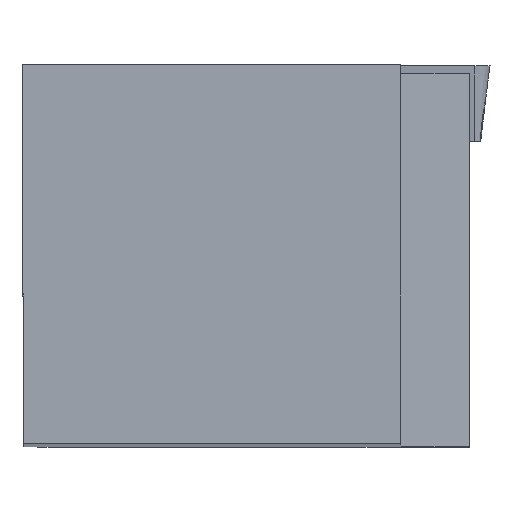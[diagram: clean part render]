
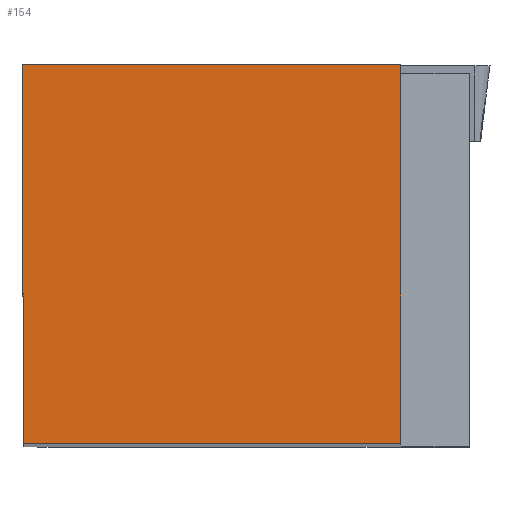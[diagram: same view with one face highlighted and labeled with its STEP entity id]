
A CAD part, top view. The second image highlights one B-rep face of the part: STEP entity #154.
In plain terms, the highlighted planar face has unit normal (0, 0, 1).
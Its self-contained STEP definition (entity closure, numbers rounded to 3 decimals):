
#123=FACE_OUTER_BOUND('',#357,.T.);
#154=ADVANCED_FACE('BLANK_BOXF006',(#123),#180,.F.);
#180=PLANE('',#777);
#202=LINE('',#1063,#260);
#215=LINE('',#1091,#273);
#228=LINE('',#1116,#286);
#232=LINE('',#1123,#290);
#260=VECTOR('',#866,1.);
#273=VECTOR('',#883,1.);
#286=VECTOR('',#902,1.);
#290=VECTOR('',#908,1.);
#357=EDGE_LOOP('',(#483,#484,#485,#486));
#483=ORIENTED_EDGE('',*,*,#634,.T.);
#484=ORIENTED_EDGE('',*,*,#630,.T.);
#485=ORIENTED_EDGE('',*,*,#603,.T.);
#486=ORIENTED_EDGE('',*,*,#616,.T.);
#543=VERTEX_POINT('',#1062);
#544=VERTEX_POINT('',#1064);
#556=VERTEX_POINT('',#1090);
#566=VERTEX_POINT('',#1117);
#603=EDGE_CURVE('',#544,#543,#202,.T.);
#616=EDGE_CURVE('',#543,#556,#215,.T.);
#630=EDGE_CURVE('',#566,#544,#228,.T.);
#634=EDGE_CURVE('',#556,#566,#232,.T.);
#777=AXIS2_PLACEMENT_3D('',#1151,#939,#940);
#866=DIRECTION('',(0.004,-1.,0.));
#883=DIRECTION('',(1.,0.,0.));
#902=DIRECTION('',(-1.,0.,0.));
#908=DIRECTION('',(0.,1.,0.));
#939=DIRECTION('',(0.,0.,-1.));
#940=DIRECTION('',(1.,0.,0.));
#1062=CARTESIAN_POINT('',(0.087,0.,0.));
#1063=CARTESIAN_POINT('',(-0.534,142.349,0.));
#1064=CARTESIAN_POINT('',(0.,19.875,0.));
#1090=CARTESIAN_POINT('',(19.875,0.,0.));
#1091=CARTESIAN_POINT('',(-142.35,0.,0.));
#1116=CARTESIAN_POINT('',(142.35,19.875,0.));
#1117=CARTESIAN_POINT('',(19.875,19.875,0.));
#1123=CARTESIAN_POINT('',(19.875,-142.35,0.));
#1151=CARTESIAN_POINT('',(33.35,-5.,0.));
